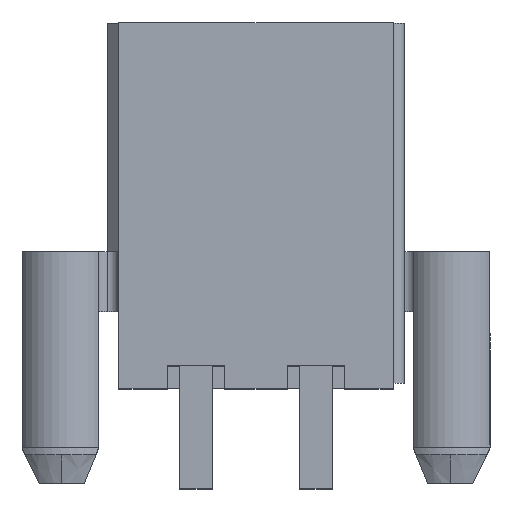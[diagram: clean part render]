
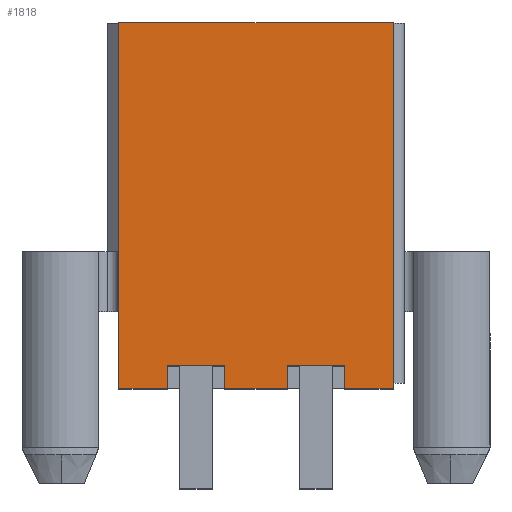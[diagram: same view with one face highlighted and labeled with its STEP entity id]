
A CAD part, top view. The second image highlights one B-rep face of the part: STEP entity #1818.
In plain terms, the highlighted planar face has unit normal (0, 0, 1).
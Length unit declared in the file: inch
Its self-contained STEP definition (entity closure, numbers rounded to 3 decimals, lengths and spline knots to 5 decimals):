
#2 = LINE ( 'NONE', #1790, #982 ) ;
#31 = EDGE_CURVE ( 'NONE', #5295, #4913, #2, .T. ) ;
#39 = CARTESIAN_POINT ( 'NONE',  ( 0.18898, 0.50394, 0.18898 ) ) ;
#85 = EDGE_CURVE ( 'NONE', #1158, #4874, #4696, .T. ) ;
#188 = DIRECTION ( 'NONE',  ( 0., 1., 0. ) ) ;
#250 = DIRECTION ( 'NONE',  ( 0., 0., 1. ) ) ;
#423 = CARTESIAN_POINT ( 'NONE',  ( 0.04331, 0.0315, 0.18898 ) ) ;
#437 = DIRECTION ( 'NONE',  ( 0., -1., 0. ) ) ;
#441 = VECTOR ( 'NONE', #753, 39.37008 ) ;
#477 = CARTESIAN_POINT ( 'NONE',  ( -0.18898, 0., 0.18898 ) ) ;
#619 = VECTOR ( 'NONE', #3182, 39.37008 ) ;
#645 = VERTEX_POINT ( 'NONE', #2097 ) ;
#665 = VECTOR ( 'NONE', #973, 39.37008 ) ;
#704 = EDGE_CURVE ( 'NONE', #4874, #2325, #2794, .T. ) ;
#711 = CARTESIAN_POINT ( 'NONE',  ( -0.12205, 0., 0.18898 ) ) ;
#713 = ORIENTED_EDGE ( 'NONE', *, *, #3481, .T. ) ;
#721 = EDGE_CURVE ( 'NONE', #4693, #1095, #4669, .T. ) ;
#753 = DIRECTION ( 'NONE',  ( -1., 0., 0. ) ) ;
#773 = EDGE_CURVE ( 'NONE', #645, #5295, #2380, .T. ) ;
#973 = DIRECTION ( 'NONE',  ( 0., -1., 0. ) ) ;
#980 = CARTESIAN_POINT ( 'NONE',  ( 0.18898, 0.50394, 0.18898 ) ) ;
#982 = VECTOR ( 'NONE', #1226, 39.37008 ) ;
#1066 = DIRECTION ( 'NONE',  ( 0., -1., 0. ) ) ;
#1073 = LINE ( 'NONE', #3510, #6562 ) ;
#1095 = VERTEX_POINT ( 'NONE', #2276 ) ;
#1133 = DIRECTION ( 'NONE',  ( 1., 0., 0. ) ) ;
#1158 = VERTEX_POINT ( 'NONE', #4781 ) ;
#1226 = DIRECTION ( 'NONE',  ( 1., 0., 0. ) ) ;
#1239 = EDGE_CURVE ( 'NONE', #5538, #3694, #4661, .T. ) ;
#1250 = DIRECTION ( 'NONE',  ( 1., 0., 0. ) ) ;
#1264 = ORIENTED_EDGE ( 'NONE', *, *, #2681, .T. ) ;
#1750 = CARTESIAN_POINT ( 'NONE',  ( -0.12205, 0.50394, 0.18898 ) ) ;
#1784 = LINE ( 'NONE', #1750, #3317 ) ;
#1790 = CARTESIAN_POINT ( 'NONE',  ( -0.18898, 0., 0.18898 ) ) ;
#1818 = ADVANCED_FACE ( 'NONE', ( #4135 ), #2344, .T. ) ;
#2058 = ORIENTED_EDGE ( 'NONE', *, *, #773, .T. ) ;
#2083 = ORIENTED_EDGE ( 'NONE', *, *, #721, .T. ) ;
#2092 = CARTESIAN_POINT ( 'NONE',  ( -0.18898, 0., 0.18898 ) ) ;
#2097 = CARTESIAN_POINT ( 'NONE',  ( -0.18898, 0.50394, 0.18898 ) ) ;
#2276 = CARTESIAN_POINT ( 'NONE',  ( -0.04331, 0.0315, 0.18898 ) ) ;
#2296 = CARTESIAN_POINT ( 'NONE',  ( -0.18898, 0.50394, 0.18898 ) ) ;
#2325 = VERTEX_POINT ( 'NONE', #980 ) ;
#2344 = PLANE ( 'NONE',  #3340 ) ;
#2380 = LINE ( 'NONE', #5239, #4751 ) ;
#2385 = ORIENTED_EDGE ( 'NONE', *, *, #6614, .T. ) ;
#2398 = CARTESIAN_POINT ( 'NONE',  ( 0.12205, 0.50394, 0.18898 ) ) ;
#2432 = VECTOR ( 'NONE', #4488, 39.37008 ) ;
#2450 = LINE ( 'NONE', #477, #4571 ) ;
#2681 = EDGE_CURVE ( 'NONE', #2325, #645, #5845, .T. ) ;
#2794 = LINE ( 'NONE', #39, #4019 ) ;
#2816 = VECTOR ( 'NONE', #4953, 39.37008 ) ;
#3122 = ORIENTED_EDGE ( 'NONE', *, *, #31, .T. ) ;
#3182 = DIRECTION ( 'NONE',  ( 0., 1., 0. ) ) ;
#3220 = ORIENTED_EDGE ( 'NONE', *, *, #704, .T. ) ;
#3317 = VECTOR ( 'NONE', #188, 39.37008 ) ;
#3340 = AXIS2_PLACEMENT_3D ( 'NONE', #2296, #250, #1250 ) ;
#3427 = CARTESIAN_POINT ( 'NONE',  ( -0.18898, 0., 0.18898 ) ) ;
#3455 = EDGE_CURVE ( 'NONE', #3694, #3612, #5497, .T. ) ;
#3481 = EDGE_CURVE ( 'NONE', #3612, #1158, #4465, .T. ) ;
#3510 = CARTESIAN_POINT ( 'NONE',  ( -0.04331, 0.50394, 0.18898 ) ) ;
#3530 = EDGE_LOOP ( 'NONE', ( #2058, #3122, #6590, #2083, #5161, #2385, #4487, #5908, #713, #6045, #3220, #1264 ) ) ;
#3612 = VERTEX_POINT ( 'NONE', #5592 ) ;
#3694 = VERTEX_POINT ( 'NONE', #423 ) ;
#3764 = VERTEX_POINT ( 'NONE', #6220 ) ;
#4019 = VECTOR ( 'NONE', #4237, 39.37008 ) ;
#4024 = DIRECTION ( 'NONE',  ( 1., 0., 0. ) ) ;
#4135 = FACE_OUTER_BOUND ( 'NONE', #3530, .T. ) ;
#4237 = DIRECTION ( 'NONE',  ( 0., 1., 0. ) ) ;
#4276 = CARTESIAN_POINT ( 'NONE',  ( 0.04331, 0., 0.18898 ) ) ;
#4465 = LINE ( 'NONE', #2398, #665 ) ;
#4487 = ORIENTED_EDGE ( 'NONE', *, *, #1239, .T. ) ;
#4488 = DIRECTION ( 'NONE',  ( 1., 0., 0. ) ) ;
#4571 = VECTOR ( 'NONE', #4024, 39.37008 ) ;
#4661 = LINE ( 'NONE', #5197, #619 ) ;
#4669 = LINE ( 'NONE', #6232, #6504 ) ;
#4693 = VERTEX_POINT ( 'NONE', #5176 ) ;
#4696 = LINE ( 'NONE', #3427, #2816 ) ;
#4751 = VECTOR ( 'NONE', #1066, 39.37008 ) ;
#4779 = CARTESIAN_POINT ( 'NONE',  ( 0.18898, 0., 0.18898 ) ) ;
#4781 = CARTESIAN_POINT ( 'NONE',  ( 0.12205, 0., 0.18898 ) ) ;
#4874 = VERTEX_POINT ( 'NONE', #4779 ) ;
#4913 = VERTEX_POINT ( 'NONE', #711 ) ;
#4928 = EDGE_CURVE ( 'NONE', #4913, #4693, #1784, .T. ) ;
#4953 = DIRECTION ( 'NONE',  ( 1., 0., 0. ) ) ;
#5161 = ORIENTED_EDGE ( 'NONE', *, *, #5912, .T. ) ;
#5176 = CARTESIAN_POINT ( 'NONE',  ( -0.12205, 0.0315, 0.18898 ) ) ;
#5197 = CARTESIAN_POINT ( 'NONE',  ( 0.04331, 0.50394, 0.18898 ) ) ;
#5239 = CARTESIAN_POINT ( 'NONE',  ( -0.18898, 0.50394, 0.18898 ) ) ;
#5295 = VERTEX_POINT ( 'NONE', #2092 ) ;
#5497 = LINE ( 'NONE', #5565, #2432 ) ;
#5538 = VERTEX_POINT ( 'NONE', #4276 ) ;
#5565 = CARTESIAN_POINT ( 'NONE',  ( -0.18898, 0.0315, 0.18898 ) ) ;
#5592 = CARTESIAN_POINT ( 'NONE',  ( 0.12205, 0.0315, 0.18898 ) ) ;
#5845 = LINE ( 'NONE', #6484, #441 ) ;
#5908 = ORIENTED_EDGE ( 'NONE', *, *, #3455, .T. ) ;
#5912 = EDGE_CURVE ( 'NONE', #1095, #3764, #1073, .T. ) ;
#6045 = ORIENTED_EDGE ( 'NONE', *, *, #85, .T. ) ;
#6220 = CARTESIAN_POINT ( 'NONE',  ( -0.04331, 0., 0.18898 ) ) ;
#6232 = CARTESIAN_POINT ( 'NONE',  ( -0.18898, 0.0315, 0.18898 ) ) ;
#6484 = CARTESIAN_POINT ( 'NONE',  ( -0.18898, 0.50394, 0.18898 ) ) ;
#6504 = VECTOR ( 'NONE', #1133, 39.37008 ) ;
#6562 = VECTOR ( 'NONE', #437, 39.37008 ) ;
#6590 = ORIENTED_EDGE ( 'NONE', *, *, #4928, .T. ) ;
#6614 = EDGE_CURVE ( 'NONE', #3764, #5538, #2450, .T. ) ;
